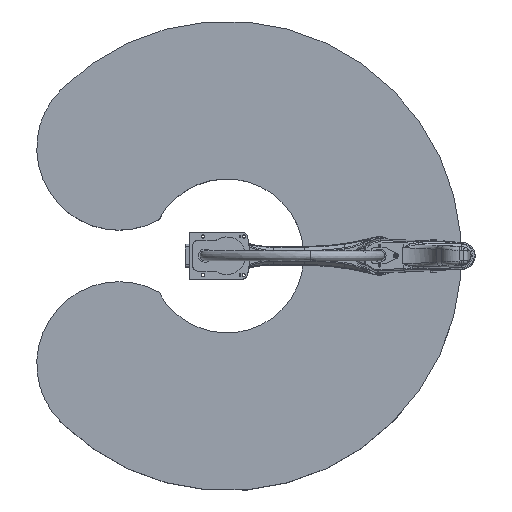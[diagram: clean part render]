
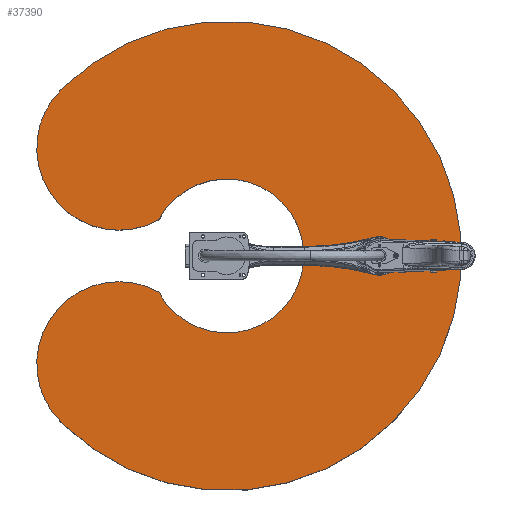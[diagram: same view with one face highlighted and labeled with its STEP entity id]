
A CAD part, top view. The second image highlights one B-rep face of the part: STEP entity #37390.
In plain terms, the highlighted planar face has unit normal (0, 0, 1).
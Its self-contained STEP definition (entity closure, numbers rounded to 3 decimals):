
#7221=PLANE('',#41202);
#9366=FACE_OUTER_BOUND('',#11831,.T.);
#11831=EDGE_LOOP('',(#33049,#33050,#33051,#33052));
#13458=CIRCLE('',#41192,350.);
#13460=CIRCLE('',#41195,1000.);
#13462=CIRCLE('',#41198,350.);
#13464=CIRCLE('',#41201,328.06);
#17606=VERTEX_POINT('',#83571);
#17607=VERTEX_POINT('',#83573);
#17609=VERTEX_POINT('',#83579);
#17611=VERTEX_POINT('',#83585);
#22751=EDGE_CURVE('',#17607,#17606,#13458,.T.);
#22754=EDGE_CURVE('',#17609,#17607,#13460,.T.);
#22757=EDGE_CURVE('',#17611,#17609,#13462,.T.);
#22760=EDGE_CURVE('',#17606,#17611,#13464,.T.);
#33049=ORIENTED_EDGE('',*,*,#22760,.T.);
#33050=ORIENTED_EDGE('',*,*,#22757,.T.);
#33051=ORIENTED_EDGE('',*,*,#22754,.T.);
#33052=ORIENTED_EDGE('',*,*,#22751,.T.);
#37390=ADVANCED_FACE('',(#9366),#7221,.T.);
#41192=AXIS2_PLACEMENT_3D('',#83574,#50565,#50566);
#41195=AXIS2_PLACEMENT_3D('',#83580,#50572,#50573);
#41198=AXIS2_PLACEMENT_3D('',#83586,#50579,#50580);
#41201=AXIS2_PLACEMENT_3D('',#83590,#50586,#50587);
#41202=AXIS2_PLACEMENT_3D('',#83591,#50588,#50589);
#50565=DIRECTION('center_axis',(0.,0.,1.));
#50566=DIRECTION('ref_axis',(-0.707,0.707,0.));
#50572=DIRECTION('center_axis',(0.,0.,1.));
#50573=DIRECTION('ref_axis',(-0.707,-0.707,0.));
#50579=DIRECTION('center_axis',(0.,0.,1.));
#50580=DIRECTION('ref_axis',(0.485,0.875,0.));
#50586=DIRECTION('center_axis',(0.,0.,-1.));
#50587=DIRECTION('ref_axis',(-1.,0.,0.));
#50588=DIRECTION('center_axis',(0.,0.,1.));
#50589=DIRECTION('ref_axis',(1.,0.,0.));
#83571=CARTESIAN_POINT('',(-289.93,153.506,400.));
#83573=CARTESIAN_POINT('',(-707.107,707.107,400.));
#83574=CARTESIAN_POINT('Origin',(-459.619,459.619,400.));
#83579=CARTESIAN_POINT('',(-707.107,-707.107,400.));
#83580=CARTESIAN_POINT('Origin',(0.,0.,400.));
#83585=CARTESIAN_POINT('',(-289.93,-153.506,400.));
#83586=CARTESIAN_POINT('Origin',(-459.619,-459.619,400.));
#83590=CARTESIAN_POINT('Origin',(0.,0.,400.));
#83591=CARTESIAN_POINT('Origin',(24.415,0.,
400.));
